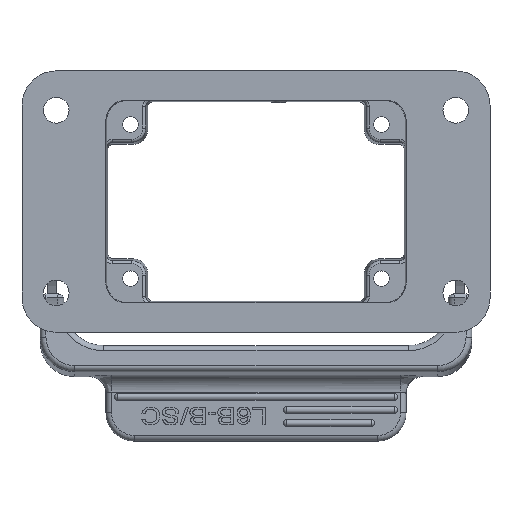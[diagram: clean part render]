
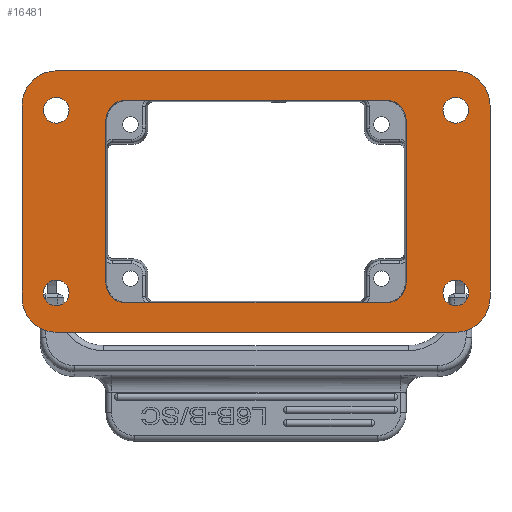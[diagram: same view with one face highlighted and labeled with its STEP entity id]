
A CAD part, front view. The second image highlights one B-rep face of the part: STEP entity #16481.
In plain terms, the highlighted planar face has unit normal (0, -1, 0).
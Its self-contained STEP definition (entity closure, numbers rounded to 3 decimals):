
#563=DIRECTION('',(0.,0.,-1.));
#564=VECTOR('',#563,28.5);
#565=CARTESIAN_POINT('',(67.3,0.,-35.382));
#566=LINE('',#565,#564);
#571=CARTESIAN_POINT('',(6.,0.,-66.532));
#572=DIRECTION('',(0.,1.,0.));
#573=DIRECTION('',(0.,0.,-1.));
#574=AXIS2_PLACEMENT_3D('',#571,#572,#573);
#576=DIRECTION('',(0.,0.,1.));
#577=VECTOR('',#576,33.8);
#578=CARTESIAN_POINT('',(0.,0.,-66.532));
#579=LINE('',#578,#577);
#580=CARTESIAN_POINT('',(6.,0.,-32.732));
#581=DIRECTION('',(0.,1.,0.));
#582=DIRECTION('',(-1.,0.,0.));
#583=AXIS2_PLACEMENT_3D('',#580,#581,#582);
#585=DIRECTION('',(1.,0.,0.));
#586=VECTOR('',#585,70.);
#587=CARTESIAN_POINT('',(6.,0.,-26.732));
#588=LINE('',#587,#586);
#589=CARTESIAN_POINT('',(76.,0.,-32.732));
#590=DIRECTION('',(0.,1.,0.));
#591=DIRECTION('',(0.,0.,1.));
#592=AXIS2_PLACEMENT_3D('',#589,#590,#591);
#594=DIRECTION('',(0.,0.,-1.));
#595=VECTOR('',#594,33.8);
#596=CARTESIAN_POINT('',(82.,0.,-32.732));
#597=LINE('',#596,#595);
#598=CARTESIAN_POINT('',(76.,0.,-66.532));
#599=DIRECTION('',(0.,1.,0.));
#600=DIRECTION('',(1.,0.,0.));
#601=AXIS2_PLACEMENT_3D('',#598,#599,#600);
#603=DIRECTION('',(-1.,0.,0.));
#604=VECTOR('',#603,70.);
#605=CARTESIAN_POINT('',(76.,0.,-72.532));
#606=LINE('',#605,#604);
#607=CARTESIAN_POINT('',(6.,0.,-65.632));
#608=DIRECTION('',(0.,-1.,0.));
#609=DIRECTION('',(1.,0.,0.));
#610=AXIS2_PLACEMENT_3D('',#607,#608,#609);
#612=CARTESIAN_POINT('',(6.,0.,-65.632));
#613=DIRECTION('',(0.,-1.,0.));
#614=DIRECTION('',(-1.,0.,0.));
#615=AXIS2_PLACEMENT_3D('',#612,#613,#614);
#617=CARTESIAN_POINT('',(76.,0.,-65.632));
#618=DIRECTION('',(0.,-1.,0.));
#619=DIRECTION('',(1.,0.,0.));
#620=AXIS2_PLACEMENT_3D('',#617,#618,#619);
#622=CARTESIAN_POINT('',(76.,0.,-65.632));
#623=DIRECTION('',(0.,-1.,0.));
#624=DIRECTION('',(-1.,0.,0.));
#625=AXIS2_PLACEMENT_3D('',#622,#623,#624);
#627=CARTESIAN_POINT('',(6.,0.,-33.632));
#628=DIRECTION('',(0.,-1.,0.));
#629=DIRECTION('',(1.,0.,0.));
#630=AXIS2_PLACEMENT_3D('',#627,#628,#629);
#632=CARTESIAN_POINT('',(6.,0.,-33.632));
#633=DIRECTION('',(0.,-1.,0.));
#634=DIRECTION('',(-1.,0.,0.));
#635=AXIS2_PLACEMENT_3D('',#632,#633,#634);
#637=CARTESIAN_POINT('',(76.,0.,-33.632));
#638=DIRECTION('',(0.,-1.,0.));
#639=DIRECTION('',(1.,0.,0.));
#640=AXIS2_PLACEMENT_3D('',#637,#638,#639);
#642=CARTESIAN_POINT('',(76.,0.,-33.632));
#643=DIRECTION('',(0.,-1.,0.));
#644=DIRECTION('',(-1.,0.,0.));
#645=AXIS2_PLACEMENT_3D('',#642,#643,#644);
#647=CARTESIAN_POINT('',(63.8,0.,-63.882));
#648=DIRECTION('',(0.,-1.,0.));
#649=DIRECTION('',(0.,0.,-1.));
#650=AXIS2_PLACEMENT_3D('',#647,#648,#649);
#652=CARTESIAN_POINT('',(63.8,0.,-35.382));
#653=DIRECTION('',(0.,-1.,0.));
#654=DIRECTION('',(1.,0.,0.));
#655=AXIS2_PLACEMENT_3D('',#652,#653,#654);
#657=CARTESIAN_POINT('',(18.2,0.,-35.382));
#658=DIRECTION('',(0.,-1.,0.));
#659=DIRECTION('',(0.,0.,1.));
#660=AXIS2_PLACEMENT_3D('',#657,#658,#659);
#662=CARTESIAN_POINT('',(18.2,0.,-63.882));
#663=DIRECTION('',(0.,-1.,0.));
#664=DIRECTION('',(-1.,0.,0.));
#665=AXIS2_PLACEMENT_3D('',#662,#663,#664);
#2603=DIRECTION('',(-1.,0.,0.));
#2604=VECTOR('',#2603,45.6);
#2605=CARTESIAN_POINT('',(63.8,0.,-67.382));
#2606=LINE('',#2605,#2604);
#2615=DIRECTION('',(0.,0.,1.));
#2616=VECTOR('',#2615,28.5);
#2617=CARTESIAN_POINT('',(14.7,0.,-63.882));
#2618=LINE('',#2617,#2616);
#2638=DIRECTION('',(1.,0.,0.));
#2639=VECTOR('',#2638,45.6);
#2640=CARTESIAN_POINT('',(18.2,0.,-31.882));
#2641=LINE('',#2640,#2639);
#13172=CARTESIAN_POINT('',(0.,0.,-32.732));
#13173=VERTEX_POINT('',#13172);
#13174=CARTESIAN_POINT('',(6.,0.,-26.732));
#13175=VERTEX_POINT('',#13174);
#13176=CARTESIAN_POINT('',(6.,0.,-72.532));
#13177=VERTEX_POINT('',#13176);
#13178=CARTESIAN_POINT('',(0.,0.,-66.532));
#13179=VERTEX_POINT('',#13178);
#13180=CARTESIAN_POINT('',(82.,0.,-66.532));
#13181=VERTEX_POINT('',#13180);
#13182=CARTESIAN_POINT('',(76.,0.,-72.532));
#13183=VERTEX_POINT('',#13182);
#13184=CARTESIAN_POINT('',(76.,0.,-26.732));
#13185=VERTEX_POINT('',#13184);
#13186=CARTESIAN_POINT('',(82.,0.,-32.732));
#13187=VERTEX_POINT('',#13186);
#13188=CARTESIAN_POINT('',(8.25,0.,-65.632));
#13189=CARTESIAN_POINT('',(3.75,0.,-65.632));
#13190=VERTEX_POINT('',#13188);
#13191=VERTEX_POINT('',#13189);
#13192=CARTESIAN_POINT('',(78.25,0.,-65.632));
#13193=CARTESIAN_POINT('',(73.75,0.,-65.632));
#13194=VERTEX_POINT('',#13192);
#13195=VERTEX_POINT('',#13193);
#13196=CARTESIAN_POINT('',(8.25,0.,-33.632));
#13197=CARTESIAN_POINT('',(3.75,0.,-33.632));
#13198=VERTEX_POINT('',#13196);
#13199=VERTEX_POINT('',#13197);
#13200=CARTESIAN_POINT('',(78.25,0.,-33.632));
#13201=CARTESIAN_POINT('',(73.75,0.,-33.632));
#13202=VERTEX_POINT('',#13200);
#13203=VERTEX_POINT('',#13201);
#13204=CARTESIAN_POINT('',(63.8,0.,-67.382));
#13205=CARTESIAN_POINT('',(18.2,0.,-67.382));
#13206=VERTEX_POINT('',#13204);
#13207=VERTEX_POINT('',#13205);
#13208=CARTESIAN_POINT('',(67.3,0.,-63.882));
#13209=VERTEX_POINT('',#13208);
#13210=CARTESIAN_POINT('',(67.3,0.,-35.382));
#13211=CARTESIAN_POINT('',(63.8,0.,-31.882));
#13212=VERTEX_POINT('',#13210);
#13213=VERTEX_POINT('',#13211);
#13214=CARTESIAN_POINT('',(18.2,0.,-31.882));
#13215=VERTEX_POINT('',#13214);
#13216=CARTESIAN_POINT('',(14.7,0.,-35.382));
#13217=VERTEX_POINT('',#13216);
#13218=CARTESIAN_POINT('',(14.7,0.,-63.882));
#13219=VERTEX_POINT('',#13218);
#16419=CARTESIAN_POINT('',(41.,0.,-49.632));
#16420=DIRECTION('',(0.,1.,0.));
#16421=DIRECTION('',(1.,0.,0.));
#16422=AXIS2_PLACEMENT_3D('',#16419,#16420,#16421);
#16423=PLANE('',#16422);
#16425=ORIENTED_EDGE('',*,*,#16424,.T.);
#16427=ORIENTED_EDGE('',*,*,#16426,.T.);
#16429=ORIENTED_EDGE('',*,*,#16428,.T.);
#16431=ORIENTED_EDGE('',*,*,#16430,.T.);
#16433=ORIENTED_EDGE('',*,*,#16432,.T.);
#16435=ORIENTED_EDGE('',*,*,#16434,.T.);
#16437=ORIENTED_EDGE('',*,*,#16436,.T.);
#16439=ORIENTED_EDGE('',*,*,#16438,.T.);
#16440=EDGE_LOOP('',(#16425,#16427,#16429,#16431,#16433,#16435,#16437,#16439));
#16441=FACE_OUTER_BOUND('',#16440,.F.);
#16443=ORIENTED_EDGE('',*,*,#16442,.T.);
#16445=ORIENTED_EDGE('',*,*,#16444,.T.);
#16446=EDGE_LOOP('',(#16443,#16445));
#16447=FACE_BOUND('',#16446,.F.);
#16449=ORIENTED_EDGE('',*,*,#16448,.T.);
#16451=ORIENTED_EDGE('',*,*,#16450,.T.);
#16452=EDGE_LOOP('',(#16449,#16451));
#16453=FACE_BOUND('',#16452,.F.);
#16455=ORIENTED_EDGE('',*,*,#16454,.T.);
#16457=ORIENTED_EDGE('',*,*,#16456,.T.);
#16458=EDGE_LOOP('',(#16455,#16457));
#16459=FACE_BOUND('',#16458,.F.);
#16461=ORIENTED_EDGE('',*,*,#16460,.T.);
#16463=ORIENTED_EDGE('',*,*,#16462,.T.);
#16464=EDGE_LOOP('',(#16461,#16463));
#16465=FACE_BOUND('',#16464,.F.);
#16467=ORIENTED_EDGE('',*,*,#16466,.F.);
#16468=ORIENTED_EDGE('',*,*,#16397,.T.);
#16469=ORIENTED_EDGE('',*,*,#16413,.F.);
#16470=ORIENTED_EDGE('',*,*,#16076,.T.);
#16472=ORIENTED_EDGE('',*,*,#16471,.F.);
#16474=ORIENTED_EDGE('',*,*,#16473,.T.);
#16476=ORIENTED_EDGE('',*,*,#16475,.F.);
#16478=ORIENTED_EDGE('',*,*,#16477,.T.);
#16479=EDGE_LOOP('',(#16467,#16468,#16469,#16470,#16472,#16474,#16476,#16478));
#16480=FACE_BOUND('',#16479,.F.);
#575=CIRCLE('',#574,6.);
#584=CIRCLE('',#583,6.);
#593=CIRCLE('',#592,6.);
#602=CIRCLE('',#601,6.);
#611=CIRCLE('',#610,2.25);
#616=CIRCLE('',#615,2.25);
#621=CIRCLE('',#620,2.25);
#626=CIRCLE('',#625,2.25);
#631=CIRCLE('',#630,2.25);
#636=CIRCLE('',#635,2.25);
#641=CIRCLE('',#640,2.25);
#646=CIRCLE('',#645,2.25);
#651=CIRCLE('',#650,3.5);
#656=CIRCLE('',#655,3.5);
#661=CIRCLE('',#660,3.5);
#666=CIRCLE('',#665,3.5);
#16076=EDGE_CURVE('',#13212,#13213,#656,.T.);
#16397=EDGE_CURVE('',#13206,#13209,#651,.T.);
#16413=EDGE_CURVE('',#13212,#13209,#566,.T.);
#16424=EDGE_CURVE('',#13177,#13179,#575,.T.);
#16426=EDGE_CURVE('',#13179,#13173,#579,.T.);
#16428=EDGE_CURVE('',#13173,#13175,#584,.T.);
#16430=EDGE_CURVE('',#13175,#13185,#588,.T.);
#16432=EDGE_CURVE('',#13185,#13187,#593,.T.);
#16434=EDGE_CURVE('',#13187,#13181,#597,.T.);
#16436=EDGE_CURVE('',#13181,#13183,#602,.T.);
#16438=EDGE_CURVE('',#13183,#13177,#606,.T.);
#16442=EDGE_CURVE('',#13190,#13191,#611,.T.);
#16444=EDGE_CURVE('',#13191,#13190,#616,.T.);
#16448=EDGE_CURVE('',#13194,#13195,#621,.T.);
#16450=EDGE_CURVE('',#13195,#13194,#626,.T.);
#16454=EDGE_CURVE('',#13198,#13199,#631,.T.);
#16456=EDGE_CURVE('',#13199,#13198,#636,.T.);
#16460=EDGE_CURVE('',#13202,#13203,#641,.T.);
#16462=EDGE_CURVE('',#13203,#13202,#646,.T.);
#16466=EDGE_CURVE('',#13206,#13207,#2606,.T.);
#16471=EDGE_CURVE('',#13215,#13213,#2641,.T.);
#16473=EDGE_CURVE('',#13215,#13217,#661,.T.);
#16475=EDGE_CURVE('',#13219,#13217,#2618,.T.);
#16477=EDGE_CURVE('',#13219,#13207,#666,.T.);
#16481=ADVANCED_FACE('',(#16441,#16447,#16453,#16459,#16465,#16480),#16423,.F.);
